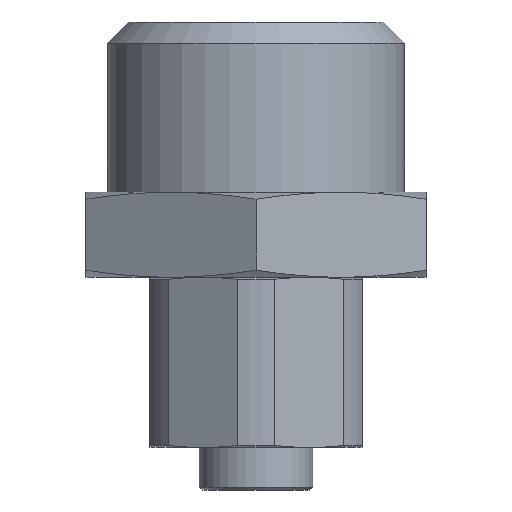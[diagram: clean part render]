
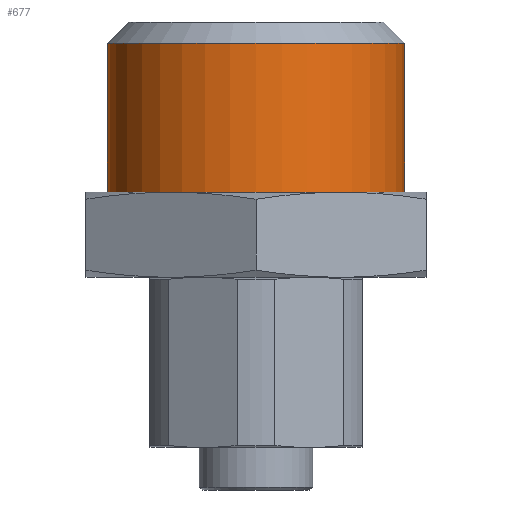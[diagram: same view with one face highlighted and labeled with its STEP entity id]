
A CAD part, front view. The second image highlights one B-rep face of the part: STEP entity #677.
In plain terms, the highlighted cylindrical face has radius 10.48 mm (diameter 20.96 mm), a partial arc.
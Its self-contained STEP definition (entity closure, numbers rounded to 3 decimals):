
#71=CYLINDRICAL_SURFACE('',#1484,10.48);
#125=FACE_OUTER_BOUND('',#213,.F.);
#213=EDGE_LOOP('',(#463,#464,#465,#466));
#463=ORIENTED_EDGE('',*,*,#1110,.F.);
#464=ORIENTED_EDGE('',*,*,#1181,.F.);
#465=ORIENTED_EDGE('',*,*,#1109,.T.);
#466=ORIENTED_EDGE('',*,*,#1180,.F.);
#677=ADVANCED_FACE('',(#125),#71,.T.);
#856=LINE('',#2447,#908);
#857=LINE('',#2448,#909);
#908=VECTOR('',#1818,10.5);
#909=VECTOR('',#1819,10.5);
#977=CIRCLE('',#1441,10.48);
#978=CIRCLE('',#1442,10.48);
#1109=EDGE_CURVE('',#1294,#1295,#977,.T.);
#1110=EDGE_CURVE('',#1293,#1292,#978,.T.);
#1180=EDGE_CURVE('',#1292,#1295,#856,.T.);
#1181=EDGE_CURVE('',#1294,#1293,#857,.T.);
#1292=VERTEX_POINT('',#2255);
#1293=VERTEX_POINT('',#2256);
#1294=VERTEX_POINT('',#2257);
#1295=VERTEX_POINT('',#2258);
#1441=AXIS2_PLACEMENT_3D('',#2280,#1736,#1737);
#1442=AXIS2_PLACEMENT_3D('',#2281,#1738,#1739);
#1484=AXIS2_PLACEMENT_3D('',#2473,#1852,#1853);
#1736=DIRECTION('',(0.,0.,1.));
#1737=DIRECTION('',(-1.,0.,0.));
#1738=DIRECTION('',(0.,0.,1.));
#1739=DIRECTION('',(-1.,0.,0.));
#1818=DIRECTION('',(0.,0.,1.));
#1819=DIRECTION('',(0.,0.,-1.));
#1852=DIRECTION('',(0.,0.,-1.));
#1853=DIRECTION('',(0.996,0.087,0.));
#2255=CARTESIAN_POINT('',(10.48,0.,-12.));
#2256=CARTESIAN_POINT('',(-10.48,0.,-12.));
#2257=CARTESIAN_POINT('',(-10.48,0.,-1.5));
#2258=CARTESIAN_POINT('',(10.48,0.,-1.5));
#2280=CARTESIAN_POINT('',(0.,0.,-1.5));
#2281=CARTESIAN_POINT('',(0.,0.,-12.));
#2447=CARTESIAN_POINT('',(10.48,0.,-12.));
#2448=CARTESIAN_POINT('',(-10.48,0.,-1.5));
#2473=CARTESIAN_POINT('',(0.,0.,-12.525));
